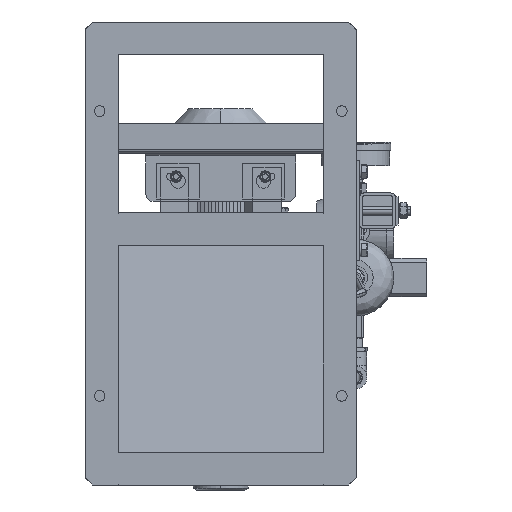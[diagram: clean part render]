
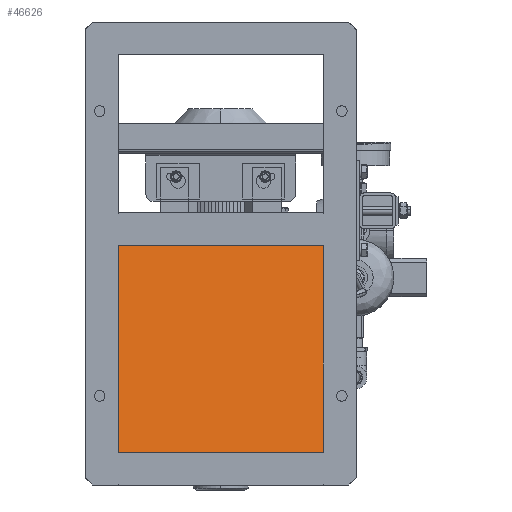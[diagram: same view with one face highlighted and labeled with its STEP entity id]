
A CAD part, front view. The second image highlights one B-rep face of the part: STEP entity #46626.
In plain terms, the highlighted planar face has unit normal (0, -0.985, 0.17).
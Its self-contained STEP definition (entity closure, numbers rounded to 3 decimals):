
#2388 = CARTESIAN_POINT ( 'NONE',  ( -144., -224.985, -78.657 ) ) ;
#4807 = FACE_OUTER_BOUND ( 'NONE', #23148, .T. ) ;
#6554 = EDGE_CURVE ( 'NONE', #84297, #43506, #81968, .T. ) ;
#7562 = EDGE_CURVE ( 'NONE', #95722, #92194, #42024, .T. ) ;
#10441 = ORIENTED_EDGE ( 'NONE', *, *, #50246, .T. ) ;
#18690 = CARTESIAN_POINT ( 'NONE',  ( 144., -224.985, -78.657 ) ) ;
#23148 = EDGE_LOOP ( 'NONE', ( #10441, #75127, #87331, #85024 ) ) ;
#26262 = DIRECTION ( 'NONE',  ( -1., 0., 0. ) ) ;
#28680 = DIRECTION ( 'NONE',  ( -1., 0., 0. ) ) ;
#34933 = CARTESIAN_POINT ( 'NONE',  ( -144., -174.985, 211. ) ) ;
#35152 = VECTOR ( 'NONE', #28680, 1000. ) ;
#37493 = CARTESIAN_POINT ( 'NONE',  ( -144., -224.985, -78.657 ) ) ;
#39967 = AXIS2_PLACEMENT_3D ( 'NONE', #65813, #83055, #82391 ) ;
#42024 = LINE ( 'NONE', #97956, #50945 ) ;
#43506 = VERTEX_POINT ( 'NONE', #2388 ) ;
#46626 = ADVANCED_FACE ( 'NONE', ( #4807 ), #82029, .F. ) ;
#50246 = EDGE_CURVE ( 'NONE', #95722, #84297, #68281, .T. ) ;
#50945 = VECTOR ( 'NONE', #58102, 1000. ) ;
#54283 = DIRECTION ( 'NONE',  ( 0., -0.17, -0.985 ) ) ;
#58102 = DIRECTION ( 'NONE',  ( 0., -0.17, -0.985 ) ) ;
#61627 = EDGE_CURVE ( 'NONE', #92194, #43506, #99265, .T. ) ;
#65813 = CARTESIAN_POINT ( 'NONE',  ( 144., -224.985, -78.657 ) ) ;
#68281 = LINE ( 'NONE', #76138, #87594 ) ;
#69301 = CARTESIAN_POINT ( 'NONE',  ( 144., -224.985, -78.657 ) ) ;
#75127 = ORIENTED_EDGE ( 'NONE', *, *, #6554, .T. ) ;
#76138 = CARTESIAN_POINT ( 'NONE',  ( 144., -174.985, 211. ) ) ;
#81968 = LINE ( 'NONE', #37493, #106216 ) ;
#82029 = PLANE ( 'NONE',  #39967 ) ;
#82391 = DIRECTION ( 'NONE',  ( 0., 0.17, 0.985 ) ) ;
#83055 = DIRECTION ( 'NONE',  ( 0., 0.985, -0.17 ) ) ;
#84297 = VERTEX_POINT ( 'NONE', #34933 ) ;
#85024 = ORIENTED_EDGE ( 'NONE', *, *, #7562, .F. ) ;
#87331 = ORIENTED_EDGE ( 'NONE', *, *, #61627, .F. ) ;
#87594 = VECTOR ( 'NONE', #26262, 1000. ) ;
#88551 = CARTESIAN_POINT ( 'NONE',  ( 144., -174.985, 211. ) ) ;
#92194 = VERTEX_POINT ( 'NONE', #18690 ) ;
#95722 = VERTEX_POINT ( 'NONE', #88551 ) ;
#97956 = CARTESIAN_POINT ( 'NONE',  ( 144., -224.985, -78.657 ) ) ;
#99265 = LINE ( 'NONE', #69301, #35152 ) ;
#106216 = VECTOR ( 'NONE', #54283, 1000. ) ;
